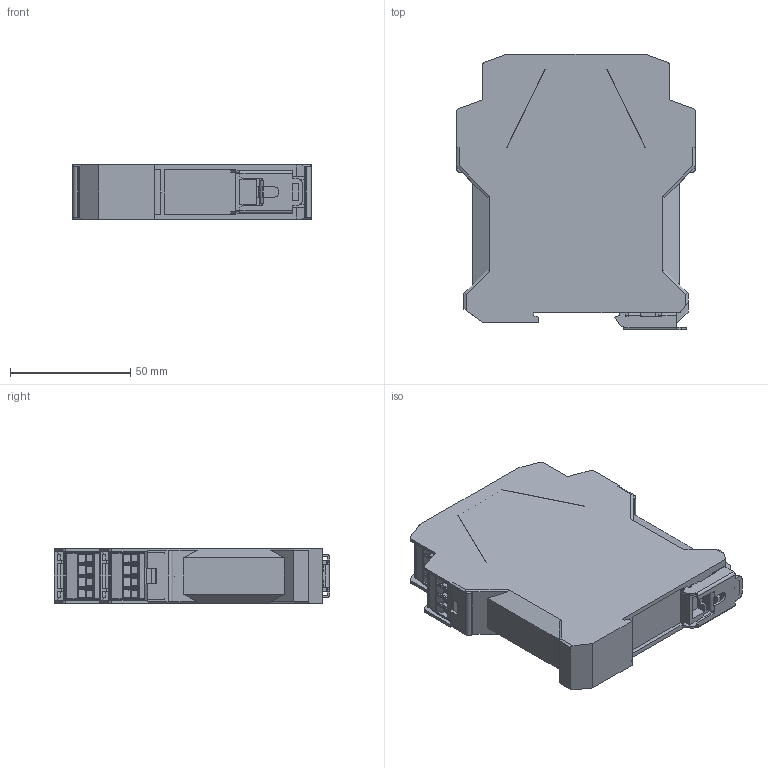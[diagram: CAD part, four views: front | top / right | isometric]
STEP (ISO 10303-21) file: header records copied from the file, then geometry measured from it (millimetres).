
FILE_DESCRIPTION((''),'2;1');
FILE_NAME('UME22_5','2024-02-23T',('dell'),(''),'PRO/ENGINEER BY PARAMETRIC TECHNOLOGY CORPORATION, 2013230','PRO/ENGINEER BY PARAMETRIC TECHNOLOGY CORPORATION, 2013230','');
FILE_SCHEMA(('AUTOMOTIVE_DESIGN { 1 0 10303 214 1 1 1 1 }'));
Products named in the file (1): UME22_5
Bounding box: 99 x 114.5 x 22.5 mm (x, y, z)
Volume: 152150.9 mm3; surface area: 62882.5 mm2
Topology: 1 solids, 7 shells, 4276 faces, 13068 edges, 8666 vertices
Faces by surface type: plane 3229, cylinder 983, cone 64
Entity records: 146207 total; most frequent: CARTESIAN_POINT 26756, ORIENTED_EDGE 26136, DIRECTION 23664, EDGE_CURVE 13068, VECTOR 10644, LINE 10644, VERTEX_POINT 8666, AXIS2_PLACEMENT_3D 6510
